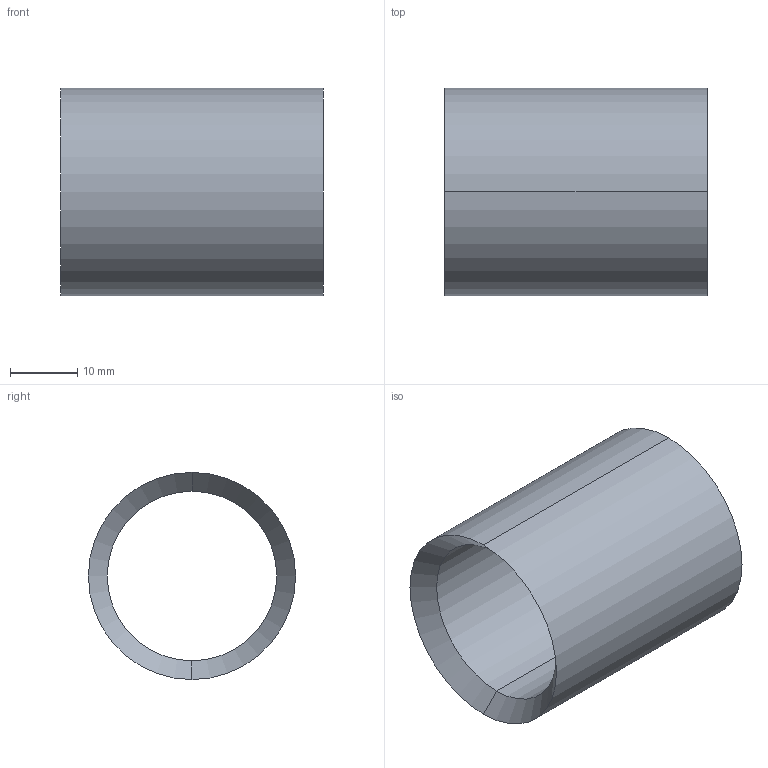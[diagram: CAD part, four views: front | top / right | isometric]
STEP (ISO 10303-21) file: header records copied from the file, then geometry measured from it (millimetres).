
FILE_DESCRIPTION (( 'STEP AP203' ), '1' );
FILE_NAME ('douille prisonnière baton droit.STEP', '2023-06-22T06:41:20', ( '' ), ( '' ), 'SwSTEP 2.0', 'SolidWorks 2018', '' );
FILE_SCHEMA (( 'CONFIG_CONTROL_DESIGN' ));
Length unit declared in the file: millimetre
Products named in the file (1): douille prisonnière baton droit
Bounding box: 39 x 30.8 x 30.8 mm (x, y, z)
Volume: 9272.4 mm3; surface area: 7234.2 mm2
Topology: 1 solids, 1 shells, 7 faces, 14 edges, 8 vertices
Faces by surface type: cylinder 4, cone 2, plane 1
Entity records: 265 total; most frequent: DIRECTION 38, CARTESIAN_POINT 30, ORIENTED_EDGE 28, AXIS2_PLACEMENT_3D 16, EDGE_CURVE 14, EDGE_LOOP 8, CIRCLE 8, VERTEX_POINT 8
